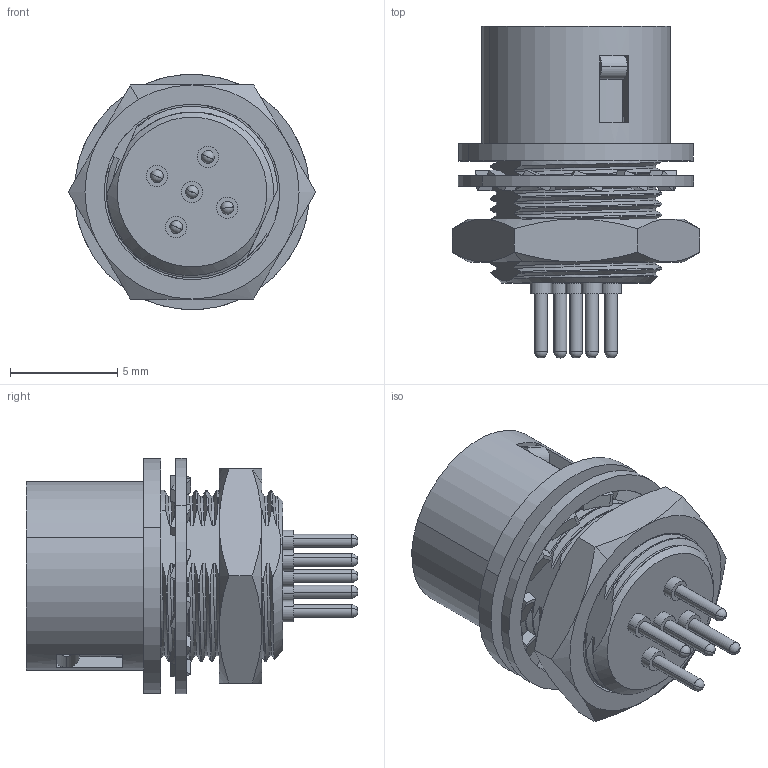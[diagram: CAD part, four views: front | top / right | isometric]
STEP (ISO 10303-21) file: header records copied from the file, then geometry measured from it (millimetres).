
FILE_DESCRIPTION (( 'STEP AP203' ), '1' );
FILE_NAME ('FAPFAS02-05P101D000.STEP', '2025-11-18T02:13:04', ( '' ), ( '' ), 'SwSTEP 2.0', 'SolidWorks 2021', '' );
FILE_SCHEMA (( 'CONFIG_CONTROL_DESIGN' ));
Length unit declared in the file: millimetre
Products named in the file (1): FAPFAS02-05P101D000
Bounding box: 11.55 x 15.5 x 10.99 mm (x, y, z)
Volume: 505.6 mm3; surface area: 1134.9 mm2
Topology: 3 solids, 3 shells, 393 faces, 1023 edges, 650 vertices
Faces by surface type: cylinder 147, plane 134, bspline 67, cone 25, torus 20
Entity records: 30443 total; most frequent: CARTESIAN_POINT 21696, ORIENTED_EDGE 2046, DIRECTION 1622, EDGE_CURVE 1023, VERTEX_POINT 650, AXIS2_PLACEMENT_3D 649, EDGE_LOOP 423, ADVANCED_FACE 393
